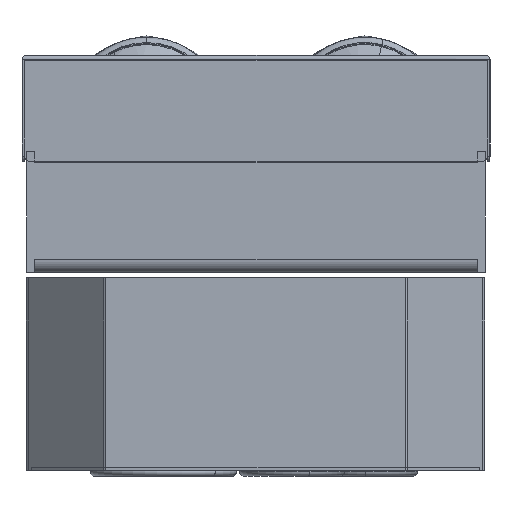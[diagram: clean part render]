
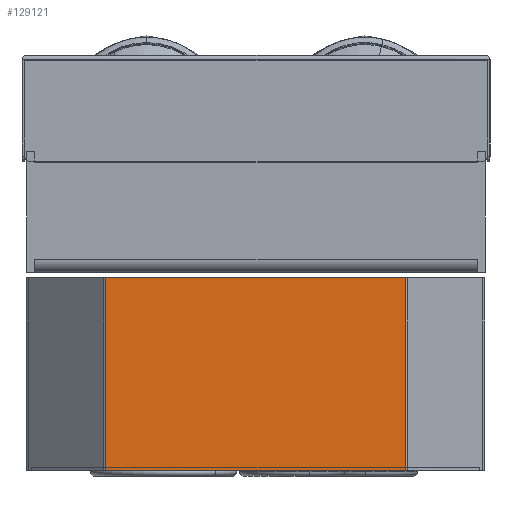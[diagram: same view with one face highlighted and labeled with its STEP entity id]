
A CAD part, left-side view. The second image highlights one B-rep face of the part: STEP entity #129121.
In plain terms, the highlighted planar face has unit normal (-1, 0, 0).
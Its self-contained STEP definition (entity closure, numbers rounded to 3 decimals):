
#1198 = EDGE_CURVE ( 'NONE', #124718, #87262, #40762, .T. ) ;
#3968 = VERTEX_POINT ( 'NONE', #96437 ) ;
#6881 = PLANE ( 'NONE',  #90414 ) ;
#17913 = DIRECTION ( 'NONE',  ( 0., -1., 0. ) ) ;
#21535 = VERTEX_POINT ( 'NONE', #35885 ) ;
#26978 = CARTESIAN_POINT ( 'NONE',  ( -567.018, -99.092, 113.75 ) ) ;
#27631 = ORIENTED_EDGE ( 'NONE', *, *, #128851, .F. ) ;
#35885 = CARTESIAN_POINT ( 'NONE',  ( -567.018, 20.079, 37.25 ) ) ;
#37940 = LINE ( 'NONE', #58592, #78083 ) ;
#38225 = CARTESIAN_POINT ( 'NONE',  ( -567.018, 20.079, 37.25 ) ) ;
#40358 = DIRECTION ( 'NONE',  ( 0., 0., 1. ) ) ;
#40762 = LINE ( 'NONE', #53404, #45579 ) ;
#45579 = VECTOR ( 'NONE', #93999, 1000. ) ;
#51956 = ORIENTED_EDGE ( 'NONE', *, *, #80521, .T. ) ;
#53404 = CARTESIAN_POINT ( 'NONE',  ( -567.018, 20.079, 113.75 ) ) ;
#57829 = LINE ( 'NONE', #79775, #82602 ) ;
#58592 = CARTESIAN_POINT ( 'NONE',  ( -567.018, 20.079, 37.25 ) ) ;
#58705 = CARTESIAN_POINT ( 'NONE',  ( -567.018, 20.079, 113.75 ) ) ;
#66919 = FACE_OUTER_BOUND ( 'NONE', #117939, .T. ) ;
#69770 = DIRECTION ( 'NONE',  ( 0., 0., 1. ) ) ;
#70342 = LINE ( 'NONE', #131466, #90336 ) ;
#78083 = VECTOR ( 'NONE', #17913, 1000. ) ;
#78621 = EDGE_CURVE ( 'NONE', #21535, #3968, #37940, .T. ) ;
#78867 = DIRECTION ( 'NONE',  ( -1., 0., 0. ) ) ;
#79775 = CARTESIAN_POINT ( 'NONE',  ( -567.018, -99.092, 37.25 ) ) ;
#80521 = EDGE_CURVE ( 'NONE', #3968, #87262, #57829, .T. ) ;
#82602 = VECTOR ( 'NONE', #69770, 1000. ) ;
#87262 = VERTEX_POINT ( 'NONE', #26978 ) ;
#90336 = VECTOR ( 'NONE', #40358, 1000. ) ;
#90414 = AXIS2_PLACEMENT_3D ( 'NONE', #38225, #78867, #107525 ) ;
#92053 = ORIENTED_EDGE ( 'NONE', *, *, #78621, .T. ) ;
#93999 = DIRECTION ( 'NONE',  ( 0., -1., 0. ) ) ;
#96437 = CARTESIAN_POINT ( 'NONE',  ( -567.018, -99.092, 37.25 ) ) ;
#107525 = DIRECTION ( 'NONE',  ( 0., 0., 1. ) ) ;
#117939 = EDGE_LOOP ( 'NONE', ( #92053, #51956, #124221, #27631 ) ) ;
#124221 = ORIENTED_EDGE ( 'NONE', *, *, #1198, .F. ) ;
#124718 = VERTEX_POINT ( 'NONE', #58705 ) ;
#128851 = EDGE_CURVE ( 'NONE', #21535, #124718, #70342, .T. ) ;
#129121 = ADVANCED_FACE ( 'NONE', ( #66919 ), #6881, .T. ) ;
#131466 = CARTESIAN_POINT ( 'NONE',  ( -567.018, 20.079, 37.25 ) ) ;
